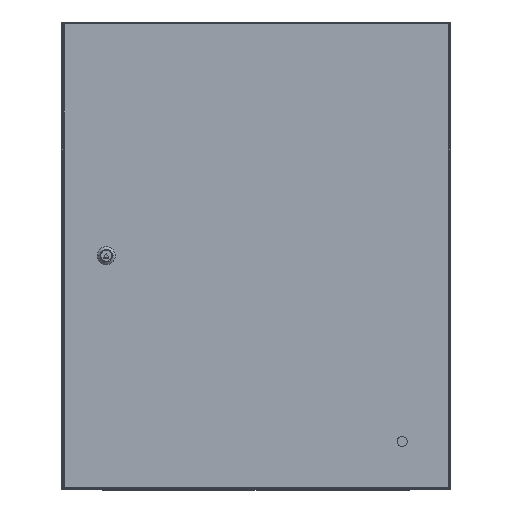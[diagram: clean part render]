
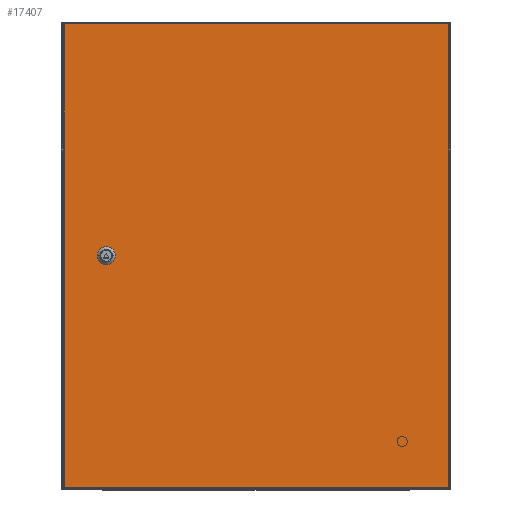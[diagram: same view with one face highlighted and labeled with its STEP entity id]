
A CAD part, top view. The second image highlights one B-rep face of the part: STEP entity #17407.
In plain terms, the highlighted planar face has unit normal (0, 0, 1).
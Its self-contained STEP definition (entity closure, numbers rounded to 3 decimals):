
#385 = CARTESIAN_POINT ( 'NONE',  ( -181., 0., 0. ) ) ;
#817 = PLANE ( 'NONE',  #29607 ) ;
#824 = EDGE_LOOP ( 'NONE', ( #28869, #21380 ) ) ;
#845 = VECTOR ( 'NONE', #3147, 1000. ) ;
#3024 = VECTOR ( 'NONE', #18405, 1000. ) ;
#3147 = DIRECTION ( 'NONE',  ( -1., 0., 0. ) ) ;
#4310 = CARTESIAN_POINT ( 'NONE',  ( -247.5, -298.5, 0. ) ) ;
#5705 = CARTESIAN_POINT ( 'NONE',  ( -247.5, 298.5, 0. ) ) ;
#5734 = ORIENTED_EDGE ( 'NONE', *, *, #17411, .T. ) ;
#5756 = LINE ( 'NONE', #15159, #11825 ) ;
#5863 = EDGE_CURVE ( 'NONE', #30345, #26609, #6604, .T. ) ;
#6604 = CIRCLE ( 'NONE', #23829, 11.5 ) ;
#7608 = DIRECTION ( 'NONE',  ( 0., -1., 0. ) ) ;
#8261 = ORIENTED_EDGE ( 'NONE', *, *, #24090, .T. ) ;
#8468 = EDGE_CURVE ( 'NONE', #21618, #27157, #15465, .T. ) ;
#9203 = DIRECTION ( 'NONE',  ( 0., 0., 1. ) ) ;
#11318 = CARTESIAN_POINT ( 'NONE',  ( 247.5, 298.5, 0. ) ) ;
#11555 = LINE ( 'NONE', #4310, #20180 ) ;
#11825 = VECTOR ( 'NONE', #7608, 1000. ) ;
#11879 = VERTEX_POINT ( 'NONE', #25577 ) ;
#12505 = AXIS2_PLACEMENT_3D ( 'NONE', #16608, #9203, #18599 ) ;
#12622 = CARTESIAN_POINT ( 'NONE',  ( 247.5, 298.5, 0. ) ) ;
#13153 = VERTEX_POINT ( 'NONE', #28727 ) ;
#13905 = EDGE_CURVE ( 'NONE', #26609, #30345, #18904, .T. ) ;
#14026 = DIRECTION ( 'NONE',  ( 1., 0., 0. ) ) ;
#14661 = EDGE_LOOP ( 'NONE', ( #5734, #27850, #8261, #20511 ) ) ;
#14945 = CARTESIAN_POINT ( 'NONE',  ( -192.5, 0., 0. ) ) ;
#15159 = CARTESIAN_POINT ( 'NONE',  ( -247.5, 298.5, 0. ) ) ;
#15465 = LINE ( 'NONE', #24856, #845 ) ;
#16608 = CARTESIAN_POINT ( 'NONE',  ( -192.5, 0., 0. ) ) ;
#16896 = CARTESIAN_POINT ( 'NONE',  ( -204., 0., 0. ) ) ;
#17407 = ADVANCED_FACE ( 'NONE', ( #17474, #21943 ), #817, .T. ) ;
#17411 = EDGE_CURVE ( 'NONE', #27157, #13153, #5756, .T. ) ;
#17474 = FACE_BOUND ( 'NONE', #824, .T. ) ;
#17605 = EDGE_CURVE ( 'NONE', #13153, #11879, #11555, .T. ) ;
#18405 = DIRECTION ( 'NONE',  ( 0., 1., 0. ) ) ;
#18599 = DIRECTION ( 'NONE',  ( 1., 0., 0. ) ) ;
#18904 = CIRCLE ( 'NONE', #12505, 11.5 ) ;
#19551 = DIRECTION ( 'NONE',  ( 1., 0., 0. ) ) ;
#20180 = VECTOR ( 'NONE', #14026, 1000. ) ;
#20511 = ORIENTED_EDGE ( 'NONE', *, *, #8468, .T. ) ;
#21380 = ORIENTED_EDGE ( 'NONE', *, *, #5863, .F. ) ;
#21618 = VERTEX_POINT ( 'NONE', #12622 ) ;
#21943 = FACE_OUTER_BOUND ( 'NONE', #14661, .T. ) ;
#22017 = DIRECTION ( 'NONE',  ( 0., 0., 1. ) ) ;
#22094 = DIRECTION ( 'NONE',  ( 0., 0., 1. ) ) ;
#23013 = LINE ( 'NONE', #11318, #3024 ) ;
#23829 = AXIS2_PLACEMENT_3D ( 'NONE', #14945, #22017, #19551 ) ;
#24090 = EDGE_CURVE ( 'NONE', #11879, #21618, #23013, .T. ) ;
#24856 = CARTESIAN_POINT ( 'NONE',  ( -247.5, 298.5, 0. ) ) ;
#25577 = CARTESIAN_POINT ( 'NONE',  ( 247.5, -298.5, 0. ) ) ;
#26254 = CARTESIAN_POINT ( 'NONE',  ( 0., 0., 0. ) ) ;
#26609 = VERTEX_POINT ( 'NONE', #385 ) ;
#26859 = DIRECTION ( 'NONE',  ( 1., 0., 0. ) ) ;
#27157 = VERTEX_POINT ( 'NONE', #5705 ) ;
#27850 = ORIENTED_EDGE ( 'NONE', *, *, #17605, .T. ) ;
#28727 = CARTESIAN_POINT ( 'NONE',  ( -247.5, -298.5, 0. ) ) ;
#28869 = ORIENTED_EDGE ( 'NONE', *, *, #13905, .F. ) ;
#29607 = AXIS2_PLACEMENT_3D ( 'NONE', #26254, #22094, #26859 ) ;
#30345 = VERTEX_POINT ( 'NONE', #16896 ) ;
